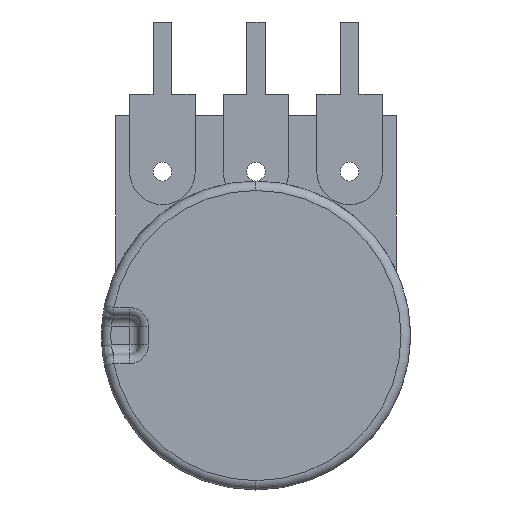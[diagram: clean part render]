
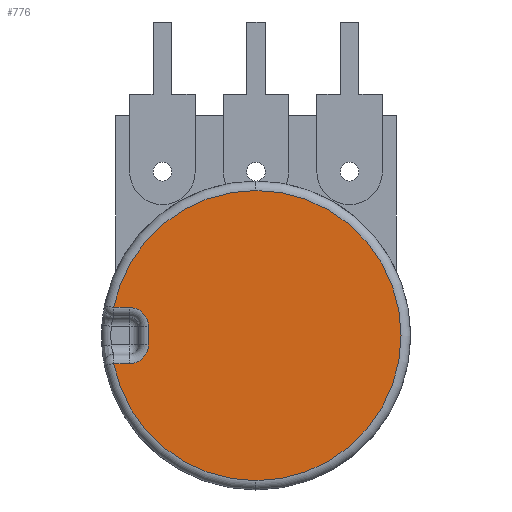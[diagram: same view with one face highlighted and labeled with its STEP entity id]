
A CAD part, front view. The second image highlights one B-rep face of the part: STEP entity #776.
In plain terms, the highlighted planar face has unit normal (0, -1, 0).
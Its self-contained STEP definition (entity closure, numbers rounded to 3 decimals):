
#15 = ORIENTED_EDGE ( 'NONE', *, *, #3550, .T. ) ;
#75 = CIRCLE ( 'NONE', #411, 7.75 ) ;
#113 = ORIENTED_EDGE ( 'NONE', *, *, #1514, .T. ) ;
#145 = LINE ( 'NONE', #3567, #871 ) ;
#165 = DIRECTION ( 'NONE',  ( 0., 0., 1. ) ) ;
#182 = DIRECTION ( 'NONE',  ( 0., 0., 1. ) ) ;
#231 = ORIENTED_EDGE ( 'NONE', *, *, #3575, .F. ) ;
#242 = CARTESIAN_POINT ( 'NONE',  ( 0., 0., 0. ) ) ;
#295 = VERTEX_POINT ( 'NONE', #1665 ) ;
#411 = AXIS2_PLACEMENT_3D ( 'NONE', #4144, #2413, #744 ) ;
#438 = CARTESIAN_POINT ( 'NONE',  ( -5.75, 0., 0. ) ) ;
#439 = DIRECTION ( 'NONE',  ( 0., 0., 1. ) ) ;
#442 = EDGE_CURVE ( 'NONE', #969, #2542, #1547, .T. ) ;
#451 = EDGE_CURVE ( 'NONE', #295, #2542, #3787, .T. ) ;
#468 = EDGE_CURVE ( 'NONE', #1483, #1769, #75, .T. ) ;
#495 = DIRECTION ( 'NONE',  ( 0., -1., 0. ) ) ;
#594 = CARTESIAN_POINT ( 'NONE',  ( -6.75, 0., -1.5 ) ) ;
#744 = DIRECTION ( 'NONE',  ( 0., 0., 1. ) ) ;
#776 = ADVANCED_FACE ( 'NONE', ( #2034 ), #2192, .F. ) ;
#856 = DIRECTION ( 'NONE',  ( 0., 0., 1. ) ) ;
#871 = VECTOR ( 'NONE', #1190, 1000. ) ;
#969 = VERTEX_POINT ( 'NONE', #1635 ) ;
#981 = ORIENTED_EDGE ( 'NONE', *, *, #442, .F. ) ;
#1009 = CARTESIAN_POINT ( 'NONE',  ( -6.75, 0., 1.5 ) ) ;
#1123 = VECTOR ( 'NONE', #3767, 1000. ) ;
#1124 = DIRECTION ( 'NONE',  ( 0., -1., 0. ) ) ;
#1160 = EDGE_CURVE ( 'NONE', #1769, #295, #3468, .T. ) ;
#1190 = DIRECTION ( 'NONE',  ( -1., 0., 0. ) ) ;
#1398 = CARTESIAN_POINT ( 'NONE',  ( -5.75, 0., -0.5 ) ) ;
#1483 = VERTEX_POINT ( 'NONE', #3110 ) ;
#1488 = AXIS2_PLACEMENT_3D ( 'NONE', #2525, #2189, #165 ) ;
#1514 = EDGE_CURVE ( 'NONE', #969, #2599, #1795, .T. ) ;
#1547 = CIRCLE ( 'NONE', #2996, 1. ) ;
#1635 = CARTESIAN_POINT ( 'NONE',  ( -5.75, 0., 0.5 ) ) ;
#1656 = EDGE_CURVE ( 'NONE', #2755, #1483, #1749, .T. ) ;
#1665 = CARTESIAN_POINT ( 'NONE',  ( -7.603, 0., 1.5 ) ) ;
#1719 = ORIENTED_EDGE ( 'NONE', *, *, #1656, .T. ) ;
#1749 = CIRCLE ( 'NONE', #2650, 7.75 ) ;
#1750 = CARTESIAN_POINT ( 'NONE',  ( 8.25, 0., 1.5 ) ) ;
#1769 = VERTEX_POINT ( 'NONE', #2466 ) ;
#1795 = LINE ( 'NONE', #438, #1123 ) ;
#1824 = ORIENTED_EDGE ( 'NONE', *, *, #468, .T. ) ;
#1848 = AXIS2_PLACEMENT_3D ( 'NONE', #4213, #3906, #182 ) ;
#1859 = EDGE_LOOP ( 'NONE', ( #981, #113, #231, #15, #1719, #1824, #4323, #3642 ) ) ;
#1867 = CARTESIAN_POINT ( 'NONE',  ( -7.603, 0., -1.5 ) ) ;
#2034 = FACE_OUTER_BOUND ( 'NONE', #1859, .T. ) ;
#2189 = DIRECTION ( 'NONE',  ( 0., -1., 0. ) ) ;
#2192 = PLANE ( 'NONE',  #1848 ) ;
#2413 = DIRECTION ( 'NONE',  ( 0., -1., 0. ) ) ;
#2445 = AXIS2_PLACEMENT_3D ( 'NONE', #3268, #495, #856 ) ;
#2466 = CARTESIAN_POINT ( 'NONE',  ( 0., 0., 7.75 ) ) ;
#2525 = CARTESIAN_POINT ( 'NONE',  ( 0., 0., 0. ) ) ;
#2542 = VERTEX_POINT ( 'NONE', #1009 ) ;
#2599 = VERTEX_POINT ( 'NONE', #1398 ) ;
#2625 = DIRECTION ( 'NONE',  ( 0., -1., 0. ) ) ;
#2650 = AXIS2_PLACEMENT_3D ( 'NONE', #242, #2625, #2665 ) ;
#2665 = DIRECTION ( 'NONE',  ( 0., 0., 1. ) ) ;
#2755 = VERTEX_POINT ( 'NONE', #1867 ) ;
#2996 = AXIS2_PLACEMENT_3D ( 'NONE', #3171, #1124, #439 ) ;
#3007 = CIRCLE ( 'NONE', #2445, 1. ) ;
#3110 = CARTESIAN_POINT ( 'NONE',  ( 0., 0., -7.75 ) ) ;
#3171 = CARTESIAN_POINT ( 'NONE',  ( -6.75, 0., 0.5 ) ) ;
#3268 = CARTESIAN_POINT ( 'NONE',  ( -6.75, 0., -0.5 ) ) ;
#3468 = CIRCLE ( 'NONE', #1488, 7.75 ) ;
#3550 = EDGE_CURVE ( 'NONE', #4110, #2755, #145, .T. ) ;
#3567 = CARTESIAN_POINT ( 'NONE',  ( 8.25, 0., -1.5 ) ) ;
#3575 = EDGE_CURVE ( 'NONE', #4110, #2599, #3007, .T. ) ;
#3642 = ORIENTED_EDGE ( 'NONE', *, *, #451, .T. ) ;
#3679 = VECTOR ( 'NONE', #3792, 1000. ) ;
#3767 = DIRECTION ( 'NONE',  ( 0., 0., -1. ) ) ;
#3787 = LINE ( 'NONE', #1750, #3679 ) ;
#3792 = DIRECTION ( 'NONE',  ( 1., 0., 0. ) ) ;
#3906 = DIRECTION ( 'NONE',  ( 0., 1., 0. ) ) ;
#4110 = VERTEX_POINT ( 'NONE', #594 ) ;
#4144 = CARTESIAN_POINT ( 'NONE',  ( 0., 0., 0. ) ) ;
#4213 = CARTESIAN_POINT ( 'NONE',  ( 8.25, 0., 0. ) ) ;
#4323 = ORIENTED_EDGE ( 'NONE', *, *, #1160, .T. ) ;
